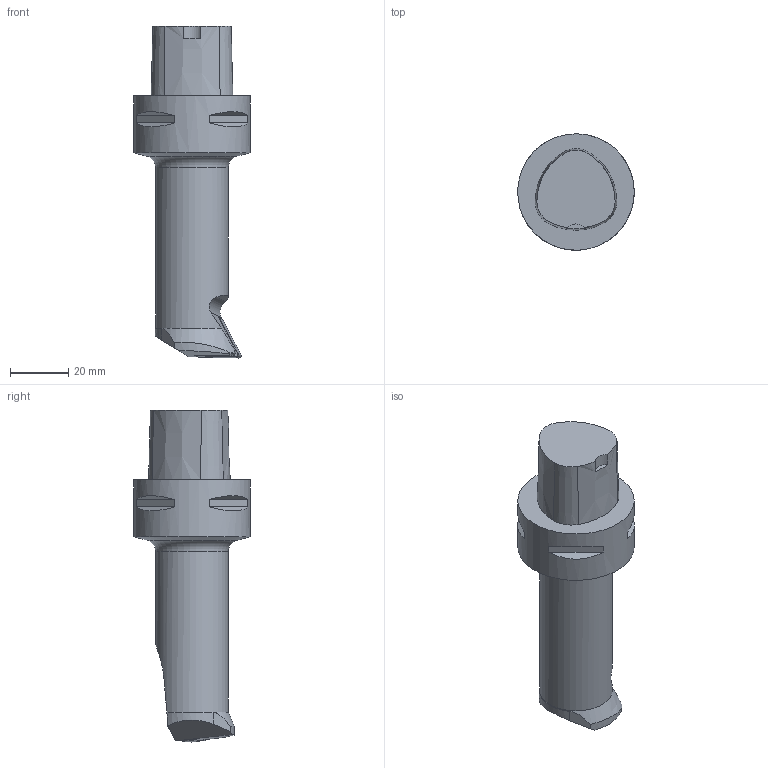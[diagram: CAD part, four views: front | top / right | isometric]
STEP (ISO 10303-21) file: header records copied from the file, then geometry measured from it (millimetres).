
FILE_DESCRIPTION(/* description */ (''),/* implementation_level */ '2;1');
FILE_NAME(/* name */ '1559888897592.stp',/* time_stamp */ '2019-06-07T11:58:29+05:00',/* author */ (''),/* organization */ ('SMS'),/* preprocessor_version */ 'ST-DEVELOPER v15',/* originating_system */ 'SIEMENS PLM Software NX 8.5',/* authorisation */ '');
FILE_SCHEMA (('AUTOMOTIVE_DESIGN { 1 0 10303 214 3 1 1 1 }'));
Length unit declared in the file: millimetre
Products named in the file (4): ASSEMBLY_CONSTRUCTION; IsoTurningInsert; 201754097mod000_00; 201754095mod000_00
Assembly tree (3 placements, depth 2):
  201754095mod000_00
    201754097mod000_00
    IsoTurningInsert
    ASSEMBLY_CONSTRUCTION
Bounding box: 39.97 x 39.97 x 114 mm (x, y, z)
Volume: 70062.7 mm3; surface area: 12680.6 mm2
Topology: 2 solids, 2 shells, 63 faces, 157 edges, 111 vertices
Faces by surface type: plane 35, cylinder 18, cone 9, torus 1
Full cylindrical faces by diameter (mm): 3.81 x2, 25 x1, 40 x1
Entity records: 2096 total; most frequent: CARTESIAN_POINT 426, DIRECTION 343, ORIENTED_EDGE 292, EDGE_CURVE 146, AXIS2_PLACEMENT_3D 136, VERTEX_POINT 100, EDGE_LOOP 78, LINE 71
